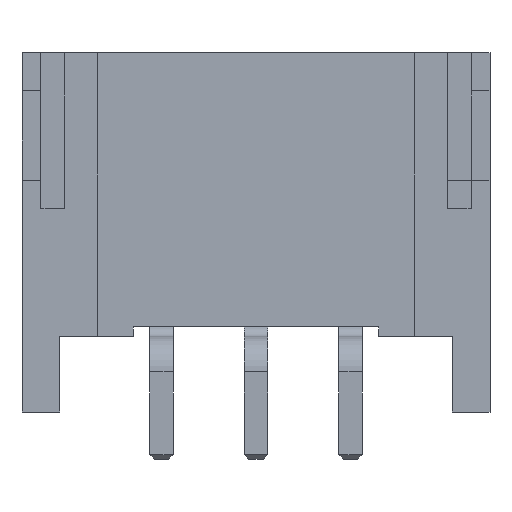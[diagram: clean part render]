
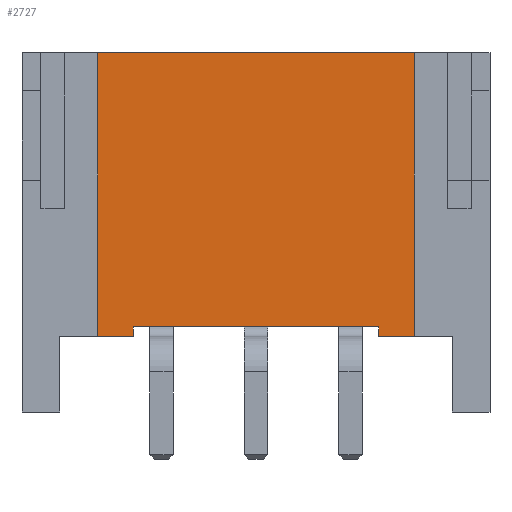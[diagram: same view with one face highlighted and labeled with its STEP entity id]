
A CAD part, front view. The second image highlights one B-rep face of the part: STEP entity #2727.
In plain terms, the highlighted planar face has unit normal (0, -1, 0).
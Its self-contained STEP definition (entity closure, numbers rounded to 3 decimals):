
#131=FACE_OUTER_BOUND('',#278,.T.);
#278=EDGE_LOOP('',(#2018,#2019,#2020,#2021,#2022,#2023,#2024,#2025));
#495=LINE('',#4023,#860);
#496=LINE('',#4025,#861);
#497=LINE('',#4027,#862);
#498=LINE('',#4029,#863);
#499=LINE('',#4031,#864);
#500=LINE('',#4033,#865);
#501=LINE('',#4035,#866);
#502=LINE('',#4036,#867);
#860=VECTOR('',#3292,1.2);
#861=VECTOR('',#3293,0.2);
#862=VECTOR('',#3294,0.75);
#863=VECTOR('',#3295,6.);
#864=VECTOR('',#3296,4.7);
#865=VECTOR('',#3297,6.);
#866=VECTOR('',#3298,0.75);
#867=VECTOR('',#3299,0.2);
#1195=VERTEX_POINT('',#4021);
#1196=VERTEX_POINT('',#4022);
#1197=VERTEX_POINT('',#4024);
#1198=VERTEX_POINT('',#4026);
#1199=VERTEX_POINT('',#4028);
#1200=VERTEX_POINT('',#4030);
#1201=VERTEX_POINT('',#4032);
#1202=VERTEX_POINT('',#4034);
#1499=EDGE_CURVE('',#1195,#1196,#495,.F.);
#1500=EDGE_CURVE('',#1197,#1195,#496,.T.);
#1501=EDGE_CURVE('',#1198,#1197,#497,.F.);
#1502=EDGE_CURVE('',#1198,#1199,#498,.F.);
#1503=EDGE_CURVE('',#1200,#1199,#499,.T.);
#1504=EDGE_CURVE('',#1200,#1201,#500,.F.);
#1505=EDGE_CURVE('',#1202,#1201,#501,.F.);
#1506=EDGE_CURVE('',#1202,#1196,#502,.T.);
#2018=ORIENTED_EDGE('',*,*,#1499,.F.);
#2019=ORIENTED_EDGE('',*,*,#1500,.F.);
#2020=ORIENTED_EDGE('',*,*,#1501,.F.);
#2021=ORIENTED_EDGE('',*,*,#1502,.T.);
#2022=ORIENTED_EDGE('',*,*,#1503,.F.);
#2023=ORIENTED_EDGE('',*,*,#1504,.T.);
#2024=ORIENTED_EDGE('',*,*,#1505,.F.);
#2025=ORIENTED_EDGE('',*,*,#1506,.T.);
#2584=PLANE('',#2913);
#2727=ADVANCED_FACE('',(#131),#2584,.F.);
#2913=AXIS2_PLACEMENT_3D('',#4020,#3290,#3291);
#3290=DIRECTION('center_axis',(0.,1.,0.));
#3291=DIRECTION('ref_axis',(0.,0.,1.));
#3292=DIRECTION('',(1.,0.,0.));
#3293=DIRECTION('',(0.,0.,1.));
#3294=DIRECTION('',(1.,0.,0.));
#3295=DIRECTION('',(0.,0.,-1.));
#3296=DIRECTION('',(1.,0.,0.));
#3297=DIRECTION('',(0.,0.,1.));
#3298=DIRECTION('',(1.,0.,0.));
#3299=DIRECTION('',(0.,0.,1.));
#4020=CARTESIAN_POINT('Origin',(-4.35,0.2,0.));
#4021=CARTESIAN_POINT('',(1.6,0.2,-5.8));
#4022=CARTESIAN_POINT('',(-3.6,0.2,-5.8));
#4023=CARTESIAN_POINT('',(-3.6,0.2,-5.8));
#4024=CARTESIAN_POINT('',(1.6,0.2,-6.));
#4025=CARTESIAN_POINT('',(1.6,0.2,-6.));
#4026=CARTESIAN_POINT('',(2.35,0.2,-6.));
#4027=CARTESIAN_POINT('',(1.6,0.2,-6.));
#4028=CARTESIAN_POINT('',(2.35,0.2,0.));
#4029=CARTESIAN_POINT('',(2.35,0.2,0.));
#4030=CARTESIAN_POINT('',(-4.35,0.2,0.));
#4031=CARTESIAN_POINT('',(-4.35,0.2,0.));
#4032=CARTESIAN_POINT('',(-4.35,0.2,-6.));
#4033=CARTESIAN_POINT('',(-4.35,0.2,-6.));
#4034=CARTESIAN_POINT('',(-3.6,0.2,-6.));
#4035=CARTESIAN_POINT('',(-4.35,0.2,-6.));
#4036=CARTESIAN_POINT('',(-3.6,0.2,-6.));
